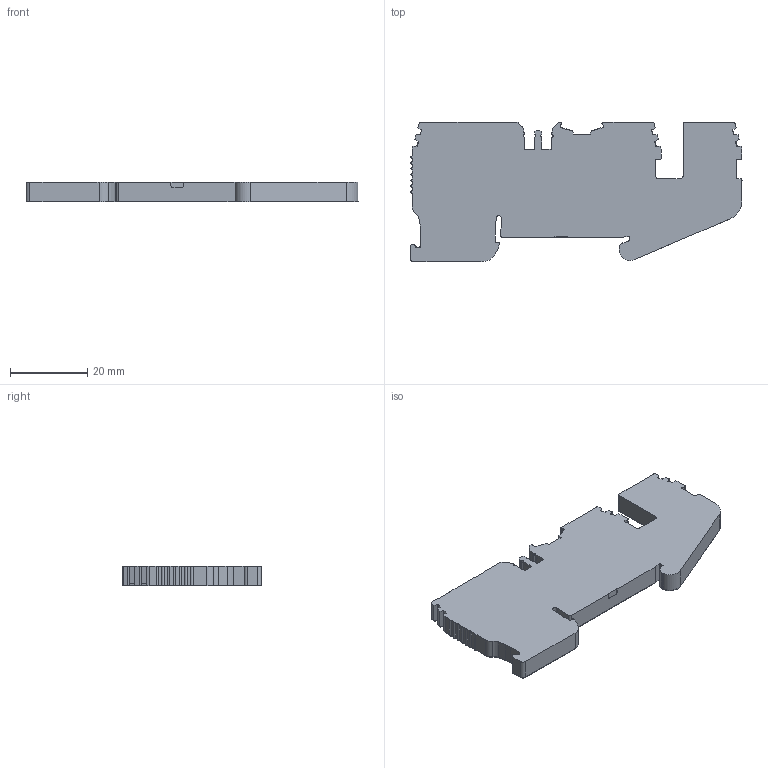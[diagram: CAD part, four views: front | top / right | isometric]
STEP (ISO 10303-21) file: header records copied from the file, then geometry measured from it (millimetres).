
FILE_DESCRIPTION (( 'STEP AP214' ), '1' );
FILE_NAME ('310149_CTP 2.5C_Grey.STEP', '2017-10-02T12:54:14', ( '' ), ( '' ), 'SwSTEP 2.0', 'SolidWorks 2017', '' );
FILE_SCHEMA (( 'AUTOMOTIVE_DESIGN' ));
Length unit declared in the file: millimetre
Products named in the file (1): 310149_CTP 2.5C_Grey
Bounding box: 86.1 x 36.07 x 5.15 mm (x, y, z)
Volume: 12715.2 mm3; surface area: 6681.7 mm2
Topology: 1 solids, 1 shells, 579 faces, 1708 edges, 1136 vertices
Faces by surface type: plane 360, cylinder 219
Entity records: 19357 total; most frequent: CARTESIAN_POINT 3470, ORIENTED_EDGE 3416, DIRECTION 3289, EDGE_CURVE 1708, VECTOR 1263, LINE 1263, VERTEX_POINT 1136, AXIS2_PLACEMENT_3D 1013
